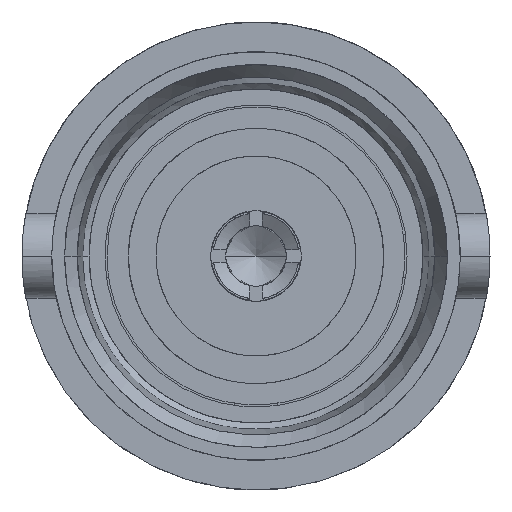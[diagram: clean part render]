
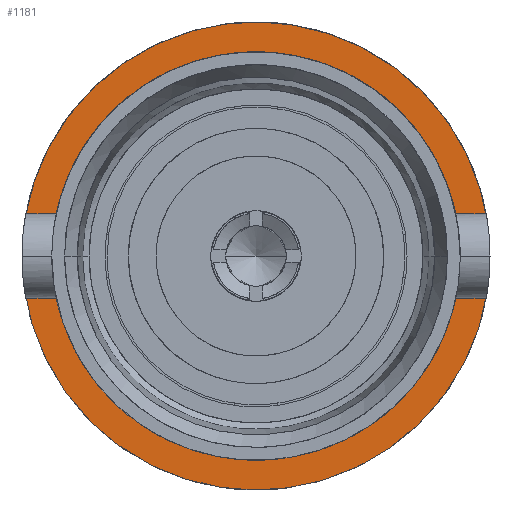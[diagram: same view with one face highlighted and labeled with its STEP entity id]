
A CAD part, left-side view. The second image highlights one B-rep face of the part: STEP entity #1181.
In plain terms, the highlighted planar face has unit normal (-1, 0, 0).
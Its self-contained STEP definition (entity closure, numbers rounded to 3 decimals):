
#16=FACE_BOUND('',#1375,.T.);
#62=PLANE('',#2811);
#1181=ADVANCED_FACE('',(#1275,#16),#62,.T.);
#1275=FACE_OUTER_BOUND('',#1374,.T.);
#1374=EDGE_LOOP('',(#1650));
#1375=EDGE_LOOP('',(#1651));
#1650=ORIENTED_EDGE('',*,*,#1977,.T.);
#1651=ORIENTED_EDGE('',*,*,#1978,.T.);
#1977=EDGE_CURVE('',#2631,#2631,#2347,.T.);
#1978=EDGE_CURVE('',#2632,#2632,#2348,.T.);
#2347=(
BOUNDED_CURVE()
B_SPLINE_CURVE(2,(#5083,#5084,#5085,#5086,#5087,#5088,#5089,#5090,#5091),
 .UNSPECIFIED.,.T.,.F.)
B_SPLINE_CURVE_WITH_KNOTS((3,2,2,2,3),(0.,1.571,3.142,
4.712,6.283),.UNSPECIFIED.)
CURVE()
GEOMETRIC_REPRESENTATION_ITEM()
RATIONAL_B_SPLINE_CURVE((1.,0.707,1.,0.707,1.,0.707,
1.,0.707,1.))
REPRESENTATION_ITEM('')
);
#2348=(
BOUNDED_CURVE()
B_SPLINE_CURVE(2,(#5092,#5093,#5094,#5095,#5096,#5097,#5098,#5099,#5100),
 .UNSPECIFIED.,.T.,.F.)
B_SPLINE_CURVE_WITH_KNOTS((3,2,2,2,3),(0.,1.571,3.142,
4.712,6.283),.UNSPECIFIED.)
CURVE()
GEOMETRIC_REPRESENTATION_ITEM()
RATIONAL_B_SPLINE_CURVE((1.,0.707,1.,0.707,1.,0.707,
1.,0.707,1.))
REPRESENTATION_ITEM('')
);
#2631=VERTEX_POINT('',#5081);
#2632=VERTEX_POINT('',#5082);
#2811=AXIS2_PLACEMENT_3D('',#5080,#2860,$);
#2860=DIRECTION('',(-1.,0.,0.));
#5080=CARTESIAN_POINT('',(12.7,-5.72,5.72));
#5081=CARTESIAN_POINT('',(12.7,5.5,0.));
#5082=CARTESIAN_POINT('',(12.7,4.8,0.));
#5083=CARTESIAN_POINT('',(12.7,5.5,0.));
#5084=CARTESIAN_POINT('',(12.7,5.5,-5.5));
#5085=CARTESIAN_POINT('',(12.7,0.,-5.5));
#5086=CARTESIAN_POINT('',(12.7,-5.5,-5.5));
#5087=CARTESIAN_POINT('',(12.7,-5.5,0.));
#5088=CARTESIAN_POINT('',(12.7,-5.5,5.5));
#5089=CARTESIAN_POINT('',(12.7,0.,5.5));
#5090=CARTESIAN_POINT('',(12.7,5.5,5.5));
#5091=CARTESIAN_POINT('',(12.7,5.5,0.));
#5092=CARTESIAN_POINT('',(12.7,4.8,0.));
#5093=CARTESIAN_POINT('',(12.7,4.8,4.8));
#5094=CARTESIAN_POINT('',(12.7,0.,4.8));
#5095=CARTESIAN_POINT('',(12.7,-4.8,4.8));
#5096=CARTESIAN_POINT('',(12.7,-4.8,0.));
#5097=CARTESIAN_POINT('',(12.7,-4.8,-4.8));
#5098=CARTESIAN_POINT('',(12.7,0.,-4.8));
#5099=CARTESIAN_POINT('',(12.7,4.8,-4.8));
#5100=CARTESIAN_POINT('',(12.7,4.8,0.));
